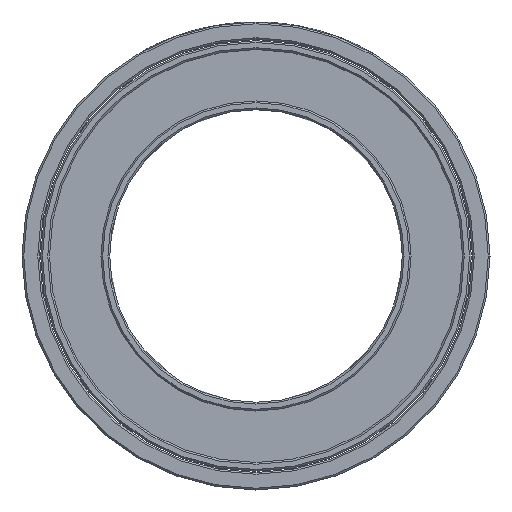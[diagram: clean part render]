
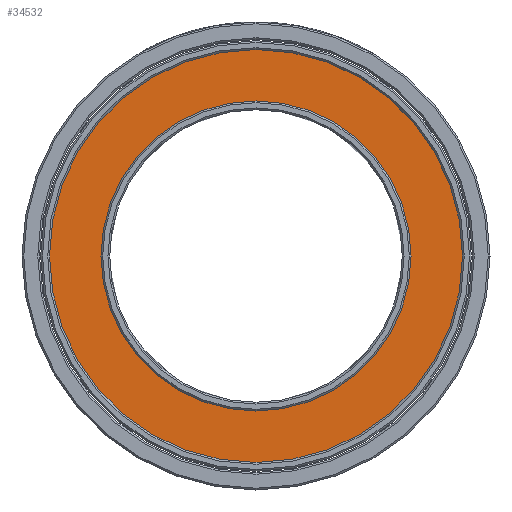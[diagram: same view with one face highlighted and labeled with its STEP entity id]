
A CAD part, front view. The second image highlights one B-rep face of the part: STEP entity #34532.
In plain terms, the highlighted planar face has unit normal (0, -1, 0).
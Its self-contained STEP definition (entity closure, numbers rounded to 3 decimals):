
#1144 = VERTEX_POINT ( 'NONE', #28518 ) ;
#1394 = DIRECTION ( 'NONE',  ( 0., -1., 0. ) ) ;
#1555 = PLANE ( 'NONE',  #24238 ) ;
#1895 = DIRECTION ( 'NONE',  ( 0., 0., -1. ) ) ;
#4291 = CARTESIAN_POINT ( 'NONE',  ( -17.65, -28., 0. ) ) ;
#4974 = CARTESIAN_POINT ( 'NONE',  ( 0., -28., 0. ) ) ;
#6026 = EDGE_CURVE ( 'NONE', #33118, #17232, #29280, .T. ) ;
#6179 = VERTEX_POINT ( 'NONE', #9234 ) ;
#6664 = FACE_BOUND ( 'NONE', #33589, .T. ) ;
#7389 = AXIS2_PLACEMENT_3D ( 'NONE', #4974, #10300, #20981 ) ;
#8448 = CARTESIAN_POINT ( 'NONE',  ( 0., -28., 0. ) ) ;
#9234 = CARTESIAN_POINT ( 'NONE',  ( 13.25, -28., 0. ) ) ;
#9680 = AXIS2_PLACEMENT_3D ( 'NONE', #28106, #1394, #28279 ) ;
#10300 = DIRECTION ( 'NONE',  ( 0., -1., 0. ) ) ;
#11418 = CIRCLE ( 'NONE', #7389, 13.25 ) ;
#12469 = AXIS2_PLACEMENT_3D ( 'NONE', #8448, #22129, #14586 ) ;
#12788 = CARTESIAN_POINT ( 'NONE',  ( 0., -28., 0. ) ) ;
#13622 = CIRCLE ( 'NONE', #9680, 13.25 ) ;
#14586 = DIRECTION ( 'NONE',  ( 1., 0., 0. ) ) ;
#16549 = EDGE_LOOP ( 'NONE', ( #17891, #19449 ) ) ;
#17232 = VERTEX_POINT ( 'NONE', #24089 ) ;
#17891 = ORIENTED_EDGE ( 'NONE', *, *, #34793, .T. ) ;
#17917 = FACE_OUTER_BOUND ( 'NONE', #16549, .T. ) ;
#19449 = ORIENTED_EDGE ( 'NONE', *, *, #6026, .T. ) ;
#20961 = ORIENTED_EDGE ( 'NONE', *, *, #34575, .F. ) ;
#20981 = DIRECTION ( 'NONE',  ( 1., 0., 0. ) ) ;
#22024 = AXIS2_PLACEMENT_3D ( 'NONE', #12788, #34733, #26804 ) ;
#22129 = DIRECTION ( 'NONE',  ( 0., -1., 0. ) ) ;
#24089 = CARTESIAN_POINT ( 'NONE',  ( 17.65, -28., 0. ) ) ;
#24238 = AXIS2_PLACEMENT_3D ( 'NONE', #25994, #30754, #1895 ) ;
#25994 = CARTESIAN_POINT ( 'NONE',  ( 13.25, -28., 0. ) ) ;
#26804 = DIRECTION ( 'NONE',  ( 1., 0., 0. ) ) ;
#27606 = CIRCLE ( 'NONE', #12469, 17.65 ) ;
#28106 = CARTESIAN_POINT ( 'NONE',  ( 0., -28., 0. ) ) ;
#28279 = DIRECTION ( 'NONE',  ( 1., 0., 0. ) ) ;
#28518 = CARTESIAN_POINT ( 'NONE',  ( -13.25, -28., 0. ) ) ;
#29280 = CIRCLE ( 'NONE', #22024, 17.65 ) ;
#30754 = DIRECTION ( 'NONE',  ( 0., -1., 0. ) ) ;
#31442 = EDGE_CURVE ( 'NONE', #1144, #6179, #11418, .T. ) ;
#31643 = ORIENTED_EDGE ( 'NONE', *, *, #31442, .F. ) ;
#33118 = VERTEX_POINT ( 'NONE', #4291 ) ;
#33589 = EDGE_LOOP ( 'NONE', ( #20961, #31643 ) ) ;
#34532 = ADVANCED_FACE ( 'NONE', ( #17917, #6664 ), #1555, .T. ) ;
#34575 = EDGE_CURVE ( 'NONE', #6179, #1144, #13622, .T. ) ;
#34733 = DIRECTION ( 'NONE',  ( 0., -1., 0. ) ) ;
#34793 = EDGE_CURVE ( 'NONE', #17232, #33118, #27606, .T. ) ;
